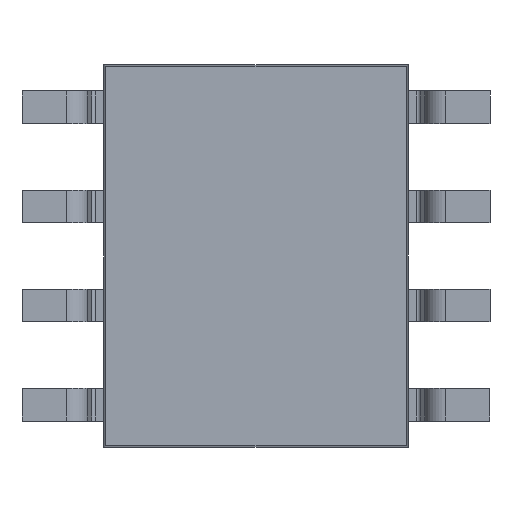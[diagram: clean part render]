
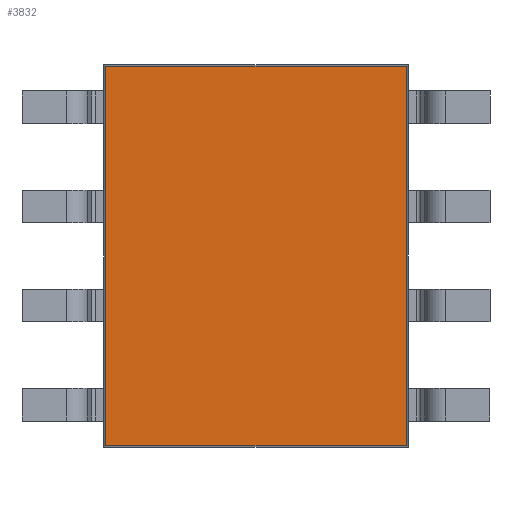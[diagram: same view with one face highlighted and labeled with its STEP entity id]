
A CAD part, front view. The second image highlights one B-rep face of the part: STEP entity #3832.
In plain terms, the highlighted planar face has unit normal (0, -1, 0).
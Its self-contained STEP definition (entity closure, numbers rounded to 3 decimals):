
#35 = CARTESIAN_POINT ( 'NONE',  ( -1.927, 0.254, 2.451 ) ) ;
#271 = EDGE_CURVE ( 'NONE', #2711, #3744, #588, .T. ) ;
#399 = ORIENTED_EDGE ( 'NONE', *, *, #2377, .T. ) ;
#527 = CARTESIAN_POINT ( 'NONE',  ( 0., 0.254, 0. ) ) ;
#588 = LINE ( 'NONE', #35, #1005 ) ;
#890 = CARTESIAN_POINT ( 'NONE',  ( 1.927, 0.254, -2.429 ) ) ;
#919 = LINE ( 'NONE', #2174, #3719 ) ;
#949 = VERTEX_POINT ( 'NONE', #2470 ) ;
#1005 = VECTOR ( 'NONE', #2461, 1000. ) ;
#1047 = DIRECTION ( 'NONE',  ( 0., 0., 1. ) ) ;
#1132 = EDGE_CURVE ( 'NONE', #1835, #949, #1339, .T. ) ;
#1339 = LINE ( 'NONE', #3755, #2011 ) ;
#1356 = FACE_OUTER_BOUND ( 'NONE', #2518, .T. ) ;
#1548 = VECTOR ( 'NONE', #3012, 1000. ) ;
#1590 = DIRECTION ( 'NONE',  ( -1., 0., 0. ) ) ;
#1732 = LINE ( 'NONE', #2395, #1548 ) ;
#1835 = VERTEX_POINT ( 'NONE', #890 ) ;
#1926 = ORIENTED_EDGE ( 'NONE', *, *, #1132, .T. ) ;
#2011 = VECTOR ( 'NONE', #1047, 1000. ) ;
#2174 = CARTESIAN_POINT ( 'NONE',  ( 1.95, 0.254, 2.429 ) ) ;
#2249 = ORIENTED_EDGE ( 'NONE', *, *, #2883, .T. ) ;
#2377 = EDGE_CURVE ( 'NONE', #949, #2711, #919, .T. ) ;
#2395 = CARTESIAN_POINT ( 'NONE',  ( -1.949, 0.254, -2.429 ) ) ;
#2461 = DIRECTION ( 'NONE',  ( 0., 0., -1. ) ) ;
#2470 = CARTESIAN_POINT ( 'NONE',  ( 1.927, 0.254, 2.429 ) ) ;
#2518 = EDGE_LOOP ( 'NONE', ( #2249, #1926, #399, #3631 ) ) ;
#2617 = CARTESIAN_POINT ( 'NONE',  ( -1.927, 0.254, -2.429 ) ) ;
#2711 = VERTEX_POINT ( 'NONE', #3189 ) ;
#2883 = EDGE_CURVE ( 'NONE', #3744, #1835, #1732, .T. ) ;
#3012 = DIRECTION ( 'NONE',  ( 1., 0., 0. ) ) ;
#3189 = CARTESIAN_POINT ( 'NONE',  ( -1.927, 0.254, 2.429 ) ) ;
#3221 = PLANE ( 'NONE',  #3281 ) ;
#3281 = AXIS2_PLACEMENT_3D ( 'NONE', #527, #3559, #3538 ) ;
#3538 = DIRECTION ( 'NONE',  ( 0., 0., -1. ) ) ;
#3559 = DIRECTION ( 'NONE',  ( 0., -1., 0. ) ) ;
#3631 = ORIENTED_EDGE ( 'NONE', *, *, #271, .T. ) ;
#3719 = VECTOR ( 'NONE', #1590, 1000. ) ;
#3744 = VERTEX_POINT ( 'NONE', #2617 ) ;
#3755 = CARTESIAN_POINT ( 'NONE',  ( 1.927, 0.254, -2.451 ) ) ;
#3832 = ADVANCED_FACE ( 'NONE', ( #1356 ), #3221, .T. ) ;
